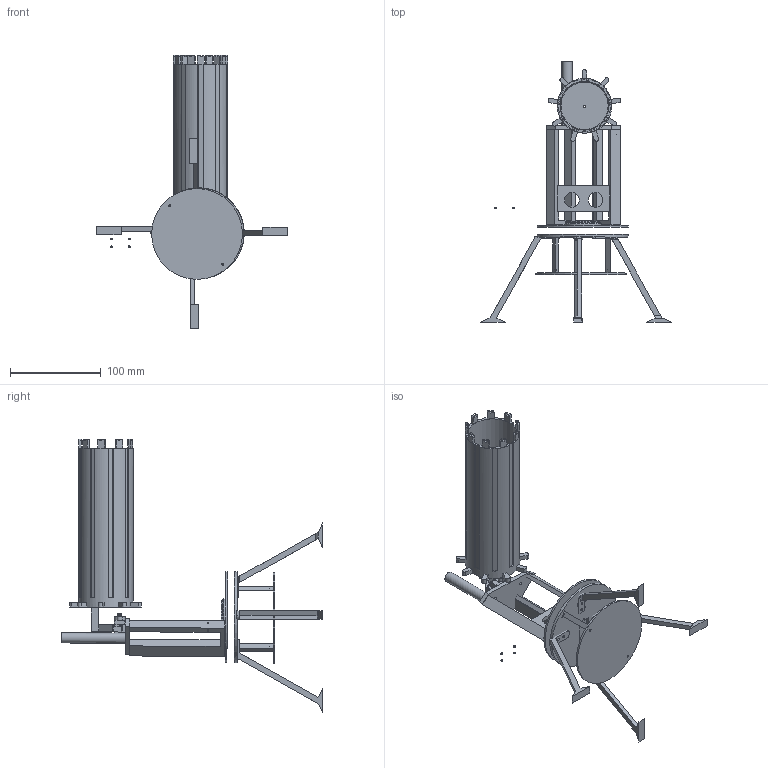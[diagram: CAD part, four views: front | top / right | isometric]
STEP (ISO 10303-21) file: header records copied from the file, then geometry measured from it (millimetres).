
FILE_DESCRIPTION(/* description */ (''),/* implementation_level */ '2;1');
FILE_NAME(/* name */ 'TURETA REMASTERED v11.step',/* time_stamp */ '2025-07-07T14:09:01+03:00',/* author */ (''),/* organization */ (''),/* preprocessor_version */ 'ST-DEVELOPER v20.1',/* originating_system */ 'Autodesk Translation Framework v14.10.0.0',/* authorisation */ '');
FILE_SCHEMA (('AUTOMOTIVE_DESIGN { 1 0 10303 214 3 1 1 }'));
Products named in the file (14): TURETA REMASTERED; PICIOR 1; PICIOR 2; PICIOR 3; PICIOR 4; BODY ; BODY_UP; BODY DOWN; SG90 - Micro Servo 9g - Tower Pro.1_Pea; FIREEE; partea legatura; jos; sus; antena
Assembly tree (13 placements, depth 2):
  TURETA REMASTERED
    PICIOR 1
    PICIOR 2
    PICIOR 3
    PICIOR 4
    BODY 
    BODY_UP
    BODY DOWN
    SG90 - Micro Servo 9g - Tower Pro.1_Pea
    FIREEE
    partea legatura
    jos
    sus
    antena
Bounding box: 209.99 x 288.35 x 301.63 mm (x, y, z)
Volume: 253546.6 mm3; surface area: 180426.1 mm2
Topology: 25 solids, 25 shells, 1168 faces, 3662 edges, 2663 vertices
Faces by surface type: plane 858, cylinder 257, torus 25, bspline 23, cone 3, sphere 2
Full cylindrical faces by diameter (mm): 0.2 x1, 0.5 x1, 1 x3, 1.6 x2, 1.8 x4, 2 x12, 2.3 x1, 2.368 x1, 3 x40, 5 x1, 9.355 x1, 11.355 x1, 16.3 x2, 37.373 x1, 54 x1, 60 x1, 100 x3
Entity records: 48803 total; most frequent: CARTESIAN_POINT 15645, ORIENTED_EDGE 7320, DIRECTION 6083, EDGE_CURVE 3660, VERTEX_POINT 2663, LINE 2385, VECTOR 2385, AXIS2_PLACEMENT_3D 1849
